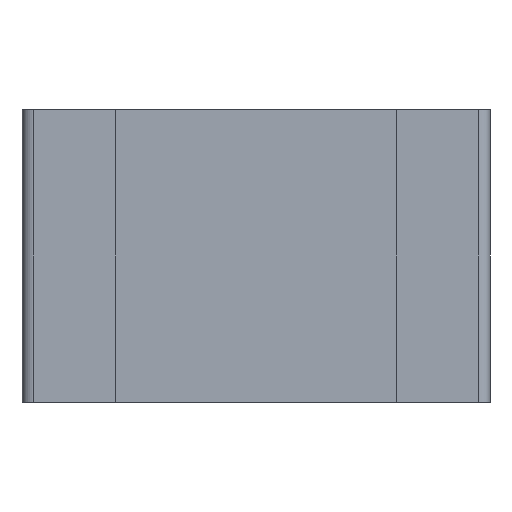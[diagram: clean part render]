
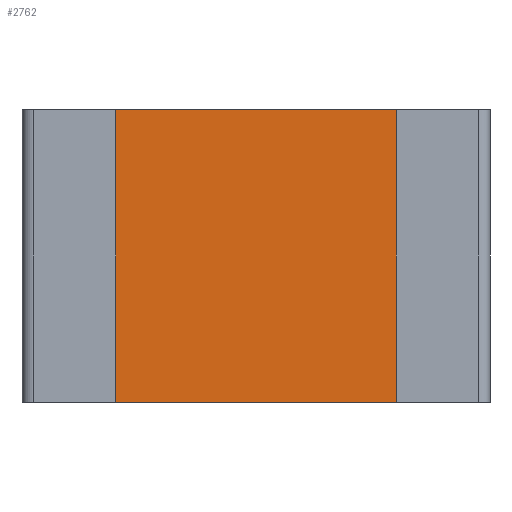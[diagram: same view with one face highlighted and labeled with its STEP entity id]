
A CAD part, front view. The second image highlights one B-rep face of the part: STEP entity #2762.
In plain terms, the highlighted planar face has unit normal (0, -1, 0).
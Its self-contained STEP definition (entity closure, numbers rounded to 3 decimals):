
#320 = VERTEX_POINT ( 'NONE', #5693 ) ;
#845 = VERTEX_POINT ( 'NONE', #4368 ) ;
#967 = VECTOR ( 'NONE', #1360, 1000. ) ;
#1078 = EDGE_CURVE ( 'NONE', #1644, #1572, #3736, .T. ) ;
#1090 = CARTESIAN_POINT ( 'NONE',  ( 0.95, 0.05, -0.625 ) ) ;
#1359 = EDGE_CURVE ( 'NONE', #845, #1644, #3586, .T. ) ;
#1360 = DIRECTION ( 'NONE',  ( 0., 0., 1. ) ) ;
#1572 = VERTEX_POINT ( 'NONE', #5108 ) ;
#1628 = AXIS2_PLACEMENT_3D ( 'NONE', #5730, #3523, #3047 ) ;
#1644 = VERTEX_POINT ( 'NONE', #3792 ) ;
#1891 = CARTESIAN_POINT ( 'NONE',  ( -0.95, 0.05, -0.625 ) ) ;
#2328 = ORIENTED_EDGE ( 'NONE', *, *, #4001, .F. ) ;
#2664 = VECTOR ( 'NONE', #2665, 1000. ) ;
#2665 = DIRECTION ( 'NONE',  ( -1., 0., 0. ) ) ;
#2700 = ORIENTED_EDGE ( 'NONE', *, *, #1078, .F. ) ;
#2762 = ADVANCED_FACE ( 'NONE', ( #3074 ), #5330, .F. ) ;
#3047 = DIRECTION ( 'NONE',  ( 0., 0., 1. ) ) ;
#3072 = EDGE_CURVE ( 'NONE', #320, #845, #4937, .T. ) ;
#3074 = FACE_OUTER_BOUND ( 'NONE', #3302, .T. ) ;
#3301 = CARTESIAN_POINT ( 'NONE',  ( -0.95, 0.05, 0.625 ) ) ;
#3302 = EDGE_LOOP ( 'NONE', ( #3877, #5647, #2328, #2700 ) ) ;
#3523 = DIRECTION ( 'NONE',  ( 0., 1., 0. ) ) ;
#3586 = LINE ( 'NONE', #5342, #967 ) ;
#3736 = LINE ( 'NONE', #3301, #4044 ) ;
#3792 = CARTESIAN_POINT ( 'NONE',  ( -0.95, 0.05, 0.625 ) ) ;
#3796 = DIRECTION ( 'NONE',  ( 1., 0., 0. ) ) ;
#3877 = ORIENTED_EDGE ( 'NONE', *, *, #1359, .F. ) ;
#4001 = EDGE_CURVE ( 'NONE', #1572, #320, #4063, .T. ) ;
#4044 = VECTOR ( 'NONE', #3796, 1000. ) ;
#4063 = LINE ( 'NONE', #1090, #5436 ) ;
#4368 = CARTESIAN_POINT ( 'NONE',  ( -0.95, 0.05, -0.625 ) ) ;
#4937 = LINE ( 'NONE', #1891, #2664 ) ;
#4983 = DIRECTION ( 'NONE',  ( 0., 0., -1. ) ) ;
#5108 = CARTESIAN_POINT ( 'NONE',  ( 0.95, 0.05, 0.625 ) ) ;
#5330 = PLANE ( 'NONE',  #1628 ) ;
#5342 = CARTESIAN_POINT ( 'NONE',  ( -0.95, 0.05, -0.625 ) ) ;
#5436 = VECTOR ( 'NONE', #4983, 1000. ) ;
#5647 = ORIENTED_EDGE ( 'NONE', *, *, #3072, .F. ) ;
#5693 = CARTESIAN_POINT ( 'NONE',  ( 0.95, 0.05, -0.625 ) ) ;
#5730 = CARTESIAN_POINT ( 'NONE',  ( 0., 0.05, 0. ) ) ;
